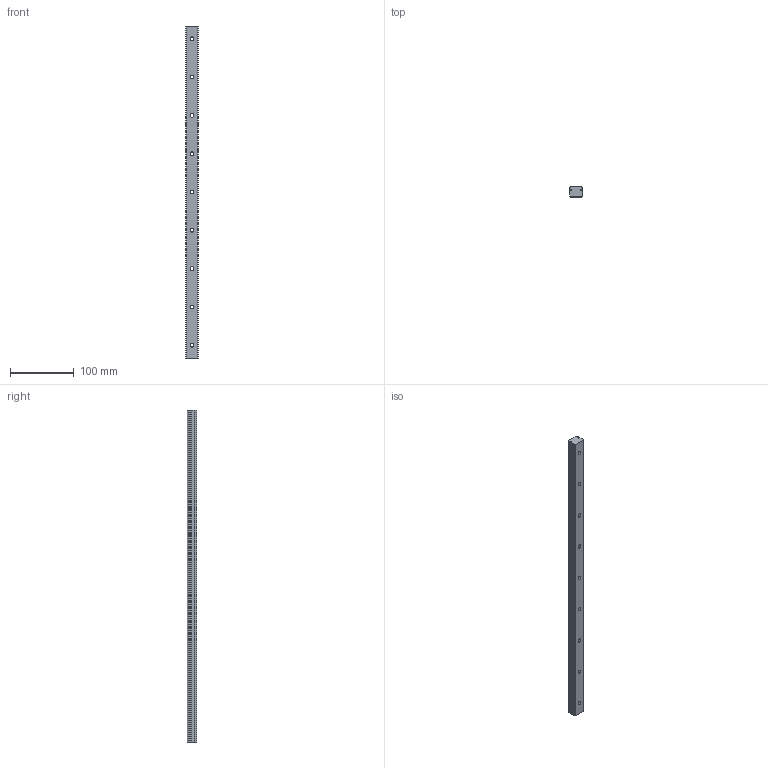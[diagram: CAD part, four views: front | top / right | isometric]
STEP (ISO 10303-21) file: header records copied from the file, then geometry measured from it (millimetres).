
FILE_DESCRIPTION( ( 'STEP AP203' ), '1' );
FILE_NAME( 'SRZL28-520.stp', '2022-03-14T04:43:29', ( 'License CC BY-ND 4.0' ), ( 'CADENAS' ), ' ', 'PARTsolutions', ' ' );
FILE_SCHEMA( ( 'CONFIG_CONTROL_DESIGN' ) );
Length unit declared in the file: millimetre
Products named in the file (1): _SRZL28-520
Bounding box: 20 x 15.5 x 520 mm (x, y, z)
Volume: 145165.6 mm3; surface area: 44318.3 mm2
Topology: 1 solids, 1 shells, 53 faces, 126 edges, 84 vertices
Faces by surface type: plane 28, cylinder 25
Full cylindrical faces by diameter (mm): 6 x9, 9.5 x9
Entity records: 1540 total; most frequent: DIRECTION 266, CARTESIAN_POINT 246, ORIENTED_EDGE 216, EDGE_CURVE 108, AXIS2_PLACEMENT_3D 104, EDGE_LOOP 98, VERTEX_POINT 84, FACE_OUTER_BOUND 71
